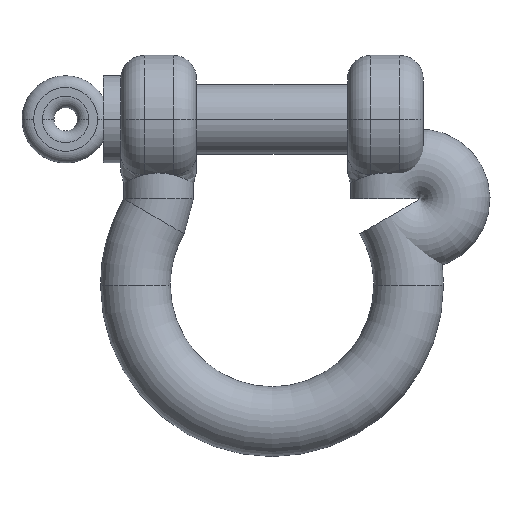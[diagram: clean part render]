
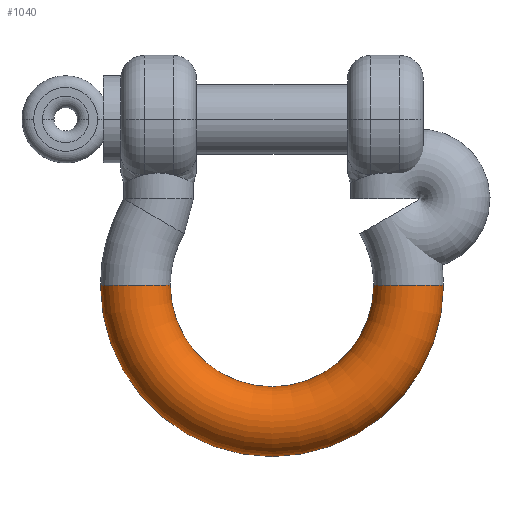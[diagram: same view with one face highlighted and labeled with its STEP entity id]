
A CAD part, top view. The second image highlights one B-rep face of the part: STEP entity #1040.
In plain terms, the highlighted toroidal (fillet/blend) face has major radius 23.5 mm and minor radius 6 mm.
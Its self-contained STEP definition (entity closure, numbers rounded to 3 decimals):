
#278 = EDGE_LOOP ( 'NONE', ( #307, #298, #299, #303 ) ) ;
#298 = ORIENTED_EDGE ( 'NONE', *, *, #965, .T. ) ;
#299 = ORIENTED_EDGE ( 'NONE', *, *, #958, .T. ) ;
#303 = ORIENTED_EDGE ( 'NONE', *, *, #957, .F. ) ;
#307 = ORIENTED_EDGE ( 'NONE', *, *, #961, .F. ) ;
#657 = CARTESIAN_POINT ( 'NONE',  ( 0., -28.5, 0. ) ) ;
#658 = DIRECTION ( 'NONE',  ( 0., 0., 1. ) ) ;
#659 = DIRECTION ( 'NONE',  ( 1., 0., 0. ) ) ;
#660 = CARTESIAN_POINT ( 'NONE',  ( 23.5, -28.5, 0. ) ) ;
#661 = DIRECTION ( 'NONE',  ( 0., -1., 0. ) ) ;
#662 = DIRECTION ( 'NONE',  ( 0., 0., -1. ) ) ;
#669 = CARTESIAN_POINT ( 'NONE',  ( -23.5, -28.5, 0. ) ) ;
#670 = DIRECTION ( 'NONE',  ( 0., 1., 0. ) ) ;
#671 = DIRECTION ( 'NONE',  ( -1., 0., 0. ) ) ;
#681 = CARTESIAN_POINT ( 'NONE',  ( 0., -28.5, 0. ) ) ;
#682 = DIRECTION ( 'NONE',  ( 0., 0., 1. ) ) ;
#683 = DIRECTION ( 'NONE',  ( 1., 0., 0. ) ) ;
#874 = FACE_OUTER_BOUND ( 'NONE', #278, .T. ) ;
#883 = AXIS2_PLACEMENT_3D ( 'NONE', #2024, #2025, #2026 ) ;
#957 = EDGE_CURVE ( 'NONE', #1826, #1781, #1117, .T. ) ;
#958 = EDGE_CURVE ( 'NONE', #1796, #1781, #1120, .T. ) ;
#961 = EDGE_CURVE ( 'NONE', #1816, #1826, #1123, .T. ) ;
#965 = EDGE_CURVE ( 'NONE', #1816, #1796, #1127, .T. ) ;
#1040 = ADVANCED_FACE ( 'NONE', ( #874 ), #1166, .T. ) ;
#1117 = CIRCLE ( 'NONE', #1315, 17.5 ) ;
#1120 = CIRCLE ( 'NONE', #1316, 6. ) ;
#1123 = CIRCLE ( 'NONE', #1313, 6. ) ;
#1127 = CIRCLE ( 'NONE', #1314, 29.5 ) ;
#1166 = TOROIDAL_SURFACE ( 'NONE', #883, 23.5, 6. ) ;
#1313 = AXIS2_PLACEMENT_3D ( 'NONE', #669, #670, #671 ) ;
#1314 = AXIS2_PLACEMENT_3D ( 'NONE', #681, #682, #683 ) ;
#1315 = AXIS2_PLACEMENT_3D ( 'NONE', #657, #658, #659 ) ;
#1316 = AXIS2_PLACEMENT_3D ( 'NONE', #660, #661, #662 ) ;
#1781 = VERTEX_POINT ( 'NONE', #2320 ) ;
#1796 = VERTEX_POINT ( 'NONE', #2335 ) ;
#1816 = VERTEX_POINT ( 'NONE', #2355 ) ;
#1826 = VERTEX_POINT ( 'NONE', #2365 ) ;
#2024 = CARTESIAN_POINT ( 'NONE',  ( 0., -28.5, 0. ) ) ;
#2025 = DIRECTION ( 'NONE',  ( 0., 0., 1. ) ) ;
#2026 = DIRECTION ( 'NONE',  ( 1., 0., 0. ) ) ;
#2320 = CARTESIAN_POINT ( 'NONE',  ( 17.5, -28.5, 0. ) ) ;
#2335 = CARTESIAN_POINT ( 'NONE',  ( 29.5, -28.5, 0. ) ) ;
#2355 = CARTESIAN_POINT ( 'NONE',  ( -29.5, -28.5, 0. ) ) ;
#2365 = CARTESIAN_POINT ( 'NONE',  ( -17.5, -28.5, 0. ) ) ;
